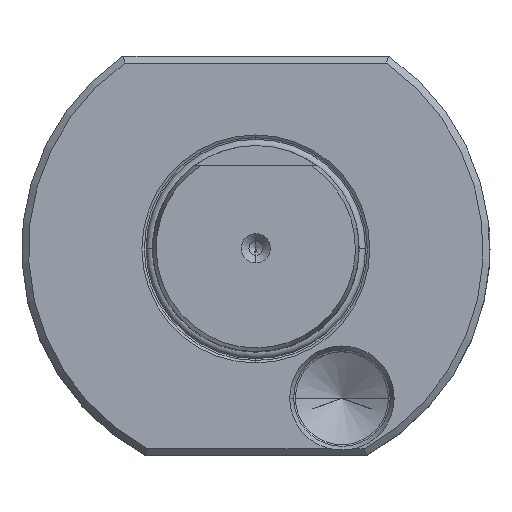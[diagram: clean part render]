
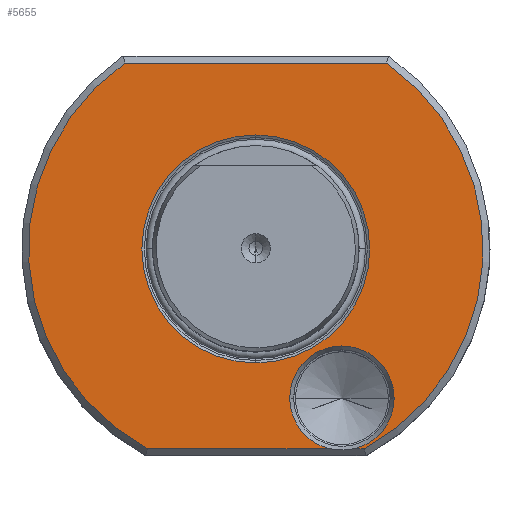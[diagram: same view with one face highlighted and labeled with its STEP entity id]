
A CAD part, top view. The second image highlights one B-rep face of the part: STEP entity #5655.
In plain terms, the highlighted planar face has unit normal (0, 0, 1).
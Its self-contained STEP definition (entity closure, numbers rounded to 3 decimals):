
#860=DIRECTION('',(-1,0,0));
#861=VECTOR('',#860,37.947);
#862=CARTESIAN_POINT('',(18.974,27,0.5));
#863=LINE('',#862,#861);
#864=CARTESIAN_POINT('',(0,0,0.5));
#865=DIRECTION('',(0,0,1));
#866=DIRECTION('',(0.477,-0.879,0));
#867=AXIS2_PLACEMENT_3D('',#864,#865,#866);
#869=DIRECTION('',(1,0,0));
#870=VECTOR('',#869,1.403);
#871=CARTESIAN_POINT('',(14.345,-29,0.5));
#872=LINE('',#871,#870);
#873=CARTESIAN_POINT('',(12.5,-21.651,0.5));
#874=DIRECTION('',(0,0,1));
#875=DIRECTION('',(0.244,-0.97,0));
#876=AXIS2_PLACEMENT_3D('',#873,#874,#875);
#878=CARTESIAN_POINT('',(12.5,-21.651,0.5));
#879=DIRECTION('',(0,0,1));
#880=DIRECTION('',(1,0,0));
#881=AXIS2_PLACEMENT_3D('',#878,#879,#880);
#883=CARTESIAN_POINT('',(12.5,-21.651,0.5));
#884=DIRECTION('',(0,0,1));
#885=DIRECTION('',(-1,0,0));
#886=AXIS2_PLACEMENT_3D('',#883,#884,#885);
#888=DIRECTION('',(1,0,0));
#889=VECTOR('',#888,26.403);
#890=CARTESIAN_POINT('',(-15.748,-29,0.5));
#891=LINE('',#890,#889);
#892=CARTESIAN_POINT('',(0,0,0.5));
#893=DIRECTION('',(0,0,1));
#894=DIRECTION('',(-0.575,0.818,0));
#895=AXIS2_PLACEMENT_3D('',#892,#893,#894);
#905=CARTESIAN_POINT('',(0,0,0.5));
#906=DIRECTION('',(0,0,1));
#907=DIRECTION('',(0,1,0));
#908=AXIS2_PLACEMENT_3D('',#905,#906,#907);
#910=CARTESIAN_POINT('',(0,0,0.5));
#911=DIRECTION('',(0,0,-1));
#912=DIRECTION('',(0,1,0));
#913=AXIS2_PLACEMENT_3D('',#910,#911,#912);
#1790=CARTESIAN_POINT('',(-18.974,27,0.5));
#1800=CARTESIAN_POINT('',(-15.748,-29,0.5));
#1822=CARTESIAN_POINT('',(18.974,27,0.5));
#1824=CARTESIAN_POINT('',(15.748,-29,0.5));
#4137=CARTESIAN_POINT('',(0,16.55,0.5));
#4139=VERTEX_POINT('',#4137);
#4143=CARTESIAN_POINT('',(0,-16.55,0.5));
#4145=VERTEX_POINT('',#4143);
#4341=CARTESIAN_POINT('',(20.078,-21.651,0.5));
#4342=CARTESIAN_POINT('',(4.923,-21.651,0.5));
#4343=VERTEX_POINT('',#4341);
#4344=VERTEX_POINT('',#4342);
#4444=VERTEX_POINT('',#1790);
#4448=VERTEX_POINT('',#1822);
#4461=VERTEX_POINT('',#1824);
#4463=CARTESIAN_POINT('',(14.345,-29,0.5));
#4464=VERTEX_POINT('',#4463);
#4466=VERTEX_POINT('',#1800);
#4467=CARTESIAN_POINT('',(10.655,-29,0.5));
#4468=VERTEX_POINT('',#4467);
#5627=CARTESIAN_POINT('',(0,0,0.5));
#5628=DIRECTION('',(0,0,-1));
#5629=DIRECTION('',(0,-1,0));
#5630=AXIS2_PLACEMENT_3D('',#5627,#5628,#5629);
#5631=PLANE('',#5630);
#5633=ORIENTED_EDGE('',*,*,#5632,.F.);
#5635=ORIENTED_EDGE('',*,*,#5634,.F.);
#5637=ORIENTED_EDGE('',*,*,#5636,.F.);
#5639=ORIENTED_EDGE('',*,*,#5638,.T.);
#5640=ORIENTED_EDGE('',*,*,#5617,.T.);
#5642=ORIENTED_EDGE('',*,*,#5641,.T.);
#5644=ORIENTED_EDGE('',*,*,#5643,.F.);
#5646=ORIENTED_EDGE('',*,*,#5645,.F.);
#5647=EDGE_LOOP('',(#5633,#5635,#5637,#5639,#5640,#5642,#5644,#5646));
#5648=FACE_OUTER_BOUND('',#5647,.F.);
#5650=ORIENTED_EDGE('',*,*,#5649,.T.);
#5652=ORIENTED_EDGE('',*,*,#5651,.F.);
#5653=EDGE_LOOP('',(#5650,#5652));
#5654=FACE_BOUND('',#5653,.F.);
#5655=ADVANCED_FACE('',(#5648,#5654),#5631,.F.);
#868=CIRCLE('',#867,33);
#877=CIRCLE('',#876,7.578);
#882=CIRCLE('',#881,7.578);
#887=CIRCLE('',#886,7.578);
#896=CIRCLE('',#895,33);
#909=CIRCLE('',#908,16.55);
#914=CIRCLE('',#913,16.55);
#5617=EDGE_CURVE('',#4343,#4344,#882,.T.);
#5632=EDGE_CURVE('',#4448,#4444,#863,.T.);
#5634=EDGE_CURVE('',#4461,#4448,#868,.T.);
#5636=EDGE_CURVE('',#4464,#4461,#872,.T.);
#5638=EDGE_CURVE('',#4464,#4343,#877,.T.);
#5641=EDGE_CURVE('',#4344,#4468,#887,.T.);
#5643=EDGE_CURVE('',#4466,#4468,#891,.T.);
#5645=EDGE_CURVE('',#4444,#4466,#896,.T.);
#5649=EDGE_CURVE('',#4139,#4145,#909,.T.);
#5651=EDGE_CURVE('',#4139,#4145,#914,.T.);
